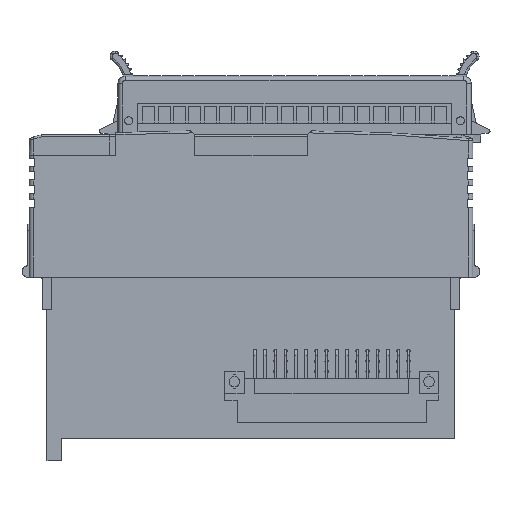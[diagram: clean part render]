
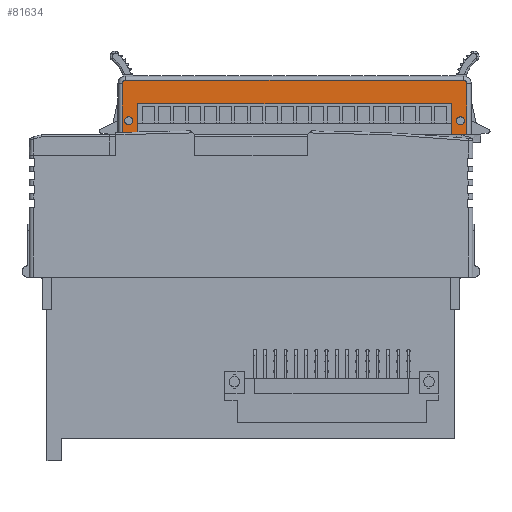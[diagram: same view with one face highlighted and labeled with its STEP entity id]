
A CAD part, left-side view. The second image highlights one B-rep face of the part: STEP entity #81634.
In plain terms, the highlighted planar face has unit normal (-1, 0, 0).
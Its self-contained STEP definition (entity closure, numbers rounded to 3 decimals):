
#195 = FACE_OUTER_BOUND ( 'NONE', #74277, .T. ) ;
#316 = DIRECTION ( 'NONE',  ( 1., 0., 0. ) ) ;
#1466 = LINE ( 'NONE', #19718, #77683 ) ;
#2316 = CARTESIAN_POINT ( 'NONE',  ( 15.175, 30.615, 80.95 ) ) ;
#3539 = CARTESIAN_POINT ( 'NONE',  ( 15.175, 32.865, 80.5 ) ) ;
#3630 = EDGE_LOOP ( 'NONE', ( #90393, #42941 ) ) ;
#4303 = ORIENTED_EDGE ( 'NONE', *, *, #16934, .F. ) ;
#5377 = VECTOR ( 'NONE', #82981, 1000. ) ;
#7470 = CIRCLE ( 'NONE', #57496, 1. ) ;
#8441 = EDGE_CURVE ( 'NONE', #26901, #77545, #1466, .T. ) ;
#9058 = EDGE_CURVE ( 'NONE', #93491, #24754, #39431, .T. ) ;
#9433 = CARTESIAN_POINT ( 'NONE',  ( 15.175, 30.615, 85.7 ) ) ;
#10164 = DIRECTION ( 'NONE',  ( 1., 0., 0. ) ) ;
#11062 = EDGE_CURVE ( 'NONE', #87906, #16359, #41302, .T. ) ;
#12677 = CARTESIAN_POINT ( 'NONE',  ( 15.175, 33.615, 90.7 ) ) ;
#14068 = ORIENTED_EDGE ( 'NONE', *, *, #44352, .T. ) ;
#14269 = VERTEX_POINT ( 'NONE', #54548 ) ;
#16359 = VERTEX_POINT ( 'NONE', #89902 ) ;
#16577 = EDGE_CURVE ( 'NONE', #24754, #93491, #7470, .T. ) ;
#16934 = EDGE_CURVE ( 'NONE', #92948, #69106, #36296, .T. ) ;
#18394 = AXIS2_PLACEMENT_3D ( 'NONE', #52707, #82346, #38145 ) ;
#19124 = DIRECTION ( 'NONE',  ( 1., 0., 0. ) ) ;
#19373 = CIRCLE ( 'NONE', #19946, 0.871 ) ;
#19718 = CARTESIAN_POINT ( 'NONE',  ( 15.175, -48.185, 78.163 ) ) ;
#19946 = AXIS2_PLACEMENT_3D ( 'NONE', #12677, #64283, #20148 ) ;
#20012 = CIRCLE ( 'NONE', #66750, 1. ) ;
#20148 = DIRECTION ( 'NONE',  ( 0., 0., -1. ) ) ;
#20477 = VECTOR ( 'NONE', #42203, 1000. ) ;
#21342 = ORIENTED_EDGE ( 'NONE', *, *, #16577, .T. ) ;
#21988 = ORIENTED_EDGE ( 'NONE', *, *, #11062, .F. ) ;
#22229 = CARTESIAN_POINT ( 'NONE',  ( 15.175, 32.865, 82.5 ) ) ;
#22306 = DIRECTION ( 'NONE',  ( 0., 0., 1. ) ) ;
#22711 = CARTESIAN_POINT ( 'NONE',  ( 15.175, 30.615, 78.163 ) ) ;
#24571 = CARTESIAN_POINT ( 'NONE',  ( 15.175, -49.435, 82.5 ) ) ;
#24754 = VERTEX_POINT ( 'NONE', #89882 ) ;
#26698 = DIRECTION ( 'NONE',  ( 1., 0., 0. ) ) ;
#26901 = VERTEX_POINT ( 'NONE', #59195 ) ;
#27925 = VECTOR ( 'NONE', #28722, 1000. ) ;
#28324 = CARTESIAN_POINT ( 'NONE',  ( 15.175, -49.435, 81.5 ) ) ;
#28722 = DIRECTION ( 'NONE',  ( 0., -1., 0. ) ) ;
#29661 = VECTOR ( 'NONE', #22306, 1000. ) ;
#29674 = VECTOR ( 'NONE', #67539, 1000. ) ;
#30211 = ORIENTED_EDGE ( 'NONE', *, *, #66708, .T. ) ;
#33106 = CARTESIAN_POINT ( 'NONE',  ( 15.175, 33.615, 91.571 ) ) ;
#33205 = CARTESIAN_POINT ( 'NONE',  ( 15.175, -47.185, 78.163 ) ) ;
#33497 = ORIENTED_EDGE ( 'NONE', *, *, #67213, .T. ) ;
#34440 = ORIENTED_EDGE ( 'NONE', *, *, #34852, .F. ) ;
#34524 = DIRECTION ( 'NONE',  ( 0., 1., 0. ) ) ;
#34852 = EDGE_CURVE ( 'NONE', #93350, #50473, #19373, .T. ) ;
#35712 = DIRECTION ( 'NONE',  ( 0., 0., 1. ) ) ;
#36296 = LINE ( 'NONE', #2316, #92851 ) ;
#36709 = AXIS2_PLACEMENT_3D ( 'NONE', #54402, #10164, #61838 ) ;
#37417 = CARTESIAN_POINT ( 'NONE',  ( 15.175, 34.486, 90.7 ) ) ;
#38145 = DIRECTION ( 'NONE',  ( 0., 0., -1. ) ) ;
#39431 = CIRCLE ( 'NONE', #45935, 1. ) ;
#39977 = LINE ( 'NONE', #61088, #5377 ) ;
#41302 = CIRCLE ( 'NONE', #36709, 0.871 ) ;
#42203 = DIRECTION ( 'NONE',  ( 0., 1., 0. ) ) ;
#42941 = ORIENTED_EDGE ( 'NONE', *, *, #53128, .T. ) ;
#44052 = FACE_BOUND ( 'NONE', #85895, .T. ) ;
#44352 = EDGE_CURVE ( 'NONE', #93350, #85497, #68865, .T. ) ;
#44479 = CARTESIAN_POINT ( 'NONE',  ( 15.175, 32.865, 81.5 ) ) ;
#44501 = VECTOR ( 'NONE', #57366, 1000. ) ;
#45935 = AXIS2_PLACEMENT_3D ( 'NONE', #28324, #79895, #35712 ) ;
#49287 = LINE ( 'NONE', #88388, #29661 ) ;
#50473 = VERTEX_POINT ( 'NONE', #33106 ) ;
#51941 = DIRECTION ( 'NONE',  ( 0., 0., 1. ) ) ;
#52707 = CARTESIAN_POINT ( 'NONE',  ( 15.175, -48.185, 85.7 ) ) ;
#53128 = EDGE_CURVE ( 'NONE', #75732, #86511, #64098, .T. ) ;
#54402 = CARTESIAN_POINT ( 'NONE',  ( 15.175, -50.185, 90.7 ) ) ;
#54548 = CARTESIAN_POINT ( 'NONE',  ( 15.175, -47.185, 85.7 ) ) ;
#57366 = DIRECTION ( 'NONE',  ( 0., -1., 0. ) ) ;
#57496 = AXIS2_PLACEMENT_3D ( 'NONE', #70824, #26698, #78275 ) ;
#57828 = EDGE_CURVE ( 'NONE', #87906, #50473, #94309, .T. ) ;
#58820 = EDGE_CURVE ( 'NONE', #77545, #14269, #39977, .T. ) ;
#59195 = CARTESIAN_POINT ( 'NONE',  ( 15.175, -51.056, 78.163 ) ) ;
#61088 = CARTESIAN_POINT ( 'NONE',  ( 15.175, -47.185, 80.95 ) ) ;
#61305 = ORIENTED_EDGE ( 'NONE', *, *, #57828, .T. ) ;
#61382 = DIRECTION ( 'NONE',  ( 0., 0., -1. ) ) ;
#61838 = DIRECTION ( 'NONE',  ( 0., 0., -1. ) ) ;
#61939 = ORIENTED_EDGE ( 'NONE', *, *, #58820, .F. ) ;
#63056 = CARTESIAN_POINT ( 'NONE',  ( 15.175, 34.486, 78.163 ) ) ;
#63291 = CARTESIAN_POINT ( 'NONE',  ( 15.175, 32.865, 81.5 ) ) ;
#64098 = CIRCLE ( 'NONE', #72762, 1. ) ;
#64283 = DIRECTION ( 'NONE',  ( 1., 0., 0. ) ) ;
#66451 = LINE ( 'NONE', #94117, #44501 ) ;
#66708 = EDGE_CURVE ( 'NONE', #26901, #16359, #49287, .T. ) ;
#66750 = AXIS2_PLACEMENT_3D ( 'NONE', #44479, #316, #51941 ) ;
#66971 = ORIENTED_EDGE ( 'NONE', *, *, #9058, .T. ) ;
#67213 = EDGE_CURVE ( 'NONE', #85497, #69106, #66451, .T. ) ;
#67539 = DIRECTION ( 'NONE',  ( 0., 0., -1. ) ) ;
#68337 = CARTESIAN_POINT ( 'NONE',  ( 15.175, -50.185, 91.571 ) ) ;
#68865 = LINE ( 'NONE', #74642, #29674 ) ;
#69106 = VERTEX_POINT ( 'NONE', #22711 ) ;
#69633 = EDGE_CURVE ( 'NONE', #92948, #14269, #86739, .T. ) ;
#70287 = ORIENTED_EDGE ( 'NONE', *, *, #69633, .T. ) ;
#70645 = DIRECTION ( 'NONE',  ( 0., 0., 1. ) ) ;
#70824 = CARTESIAN_POINT ( 'NONE',  ( 15.175, -49.435, 81.5 ) ) ;
#72762 = AXIS2_PLACEMENT_3D ( 'NONE', #63291, #19124, #70645 ) ;
#73179 = CARTESIAN_POINT ( 'NONE',  ( 15.175, -48.185, 85.7 ) ) ;
#74277 = EDGE_LOOP ( 'NONE', ( #34440, #14068, #33497, #4303, #70287, #61939, #81556, #30211, #21988, #61305 ) ) ;
#74642 = CARTESIAN_POINT ( 'NONE',  ( 15.175, 34.486, 85.7 ) ) ;
#74909 = PLANE ( 'NONE',  #18394 ) ;
#75732 = VERTEX_POINT ( 'NONE', #3539 ) ;
#76396 = FACE_BOUND ( 'NONE', #3630, .T. ) ;
#77223 = EDGE_CURVE ( 'NONE', #86511, #75732, #20012, .T. ) ;
#77545 = VERTEX_POINT ( 'NONE', #33205 ) ;
#77683 = VECTOR ( 'NONE', #34524, 1000. ) ;
#78275 = DIRECTION ( 'NONE',  ( 0., 0., 1. ) ) ;
#79895 = DIRECTION ( 'NONE',  ( 1., 0., 0. ) ) ;
#81556 = ORIENTED_EDGE ( 'NONE', *, *, #8441, .F. ) ;
#81634 = ADVANCED_FACE ( 'NONE', ( #195, #44052, #76396 ), #74909, .T. ) ;
#82346 = DIRECTION ( 'NONE',  ( -1., 0., 0. ) ) ;
#82981 = DIRECTION ( 'NONE',  ( 0., 0., 1. ) ) ;
#85497 = VERTEX_POINT ( 'NONE', #63056 ) ;
#85895 = EDGE_LOOP ( 'NONE', ( #66971, #21342 ) ) ;
#86384 = CARTESIAN_POINT ( 'NONE',  ( 15.175, -48.185, 91.571 ) ) ;
#86511 = VERTEX_POINT ( 'NONE', #22229 ) ;
#86739 = LINE ( 'NONE', #73179, #27925 ) ;
#87906 = VERTEX_POINT ( 'NONE', #68337 ) ;
#88388 = CARTESIAN_POINT ( 'NONE',  ( 15.175, -51.056, 85.7 ) ) ;
#89882 = CARTESIAN_POINT ( 'NONE',  ( 15.175, -49.435, 80.5 ) ) ;
#89902 = CARTESIAN_POINT ( 'NONE',  ( 15.175, -51.056, 90.7 ) ) ;
#90393 = ORIENTED_EDGE ( 'NONE', *, *, #77223, .T. ) ;
#92851 = VECTOR ( 'NONE', #61382, 1000. ) ;
#92948 = VERTEX_POINT ( 'NONE', #9433 ) ;
#93350 = VERTEX_POINT ( 'NONE', #37417 ) ;
#93491 = VERTEX_POINT ( 'NONE', #24571 ) ;
#94117 = CARTESIAN_POINT ( 'NONE',  ( 15.175, -48.185, 78.163 ) ) ;
#94309 = LINE ( 'NONE', #86384, #20477 ) ;
